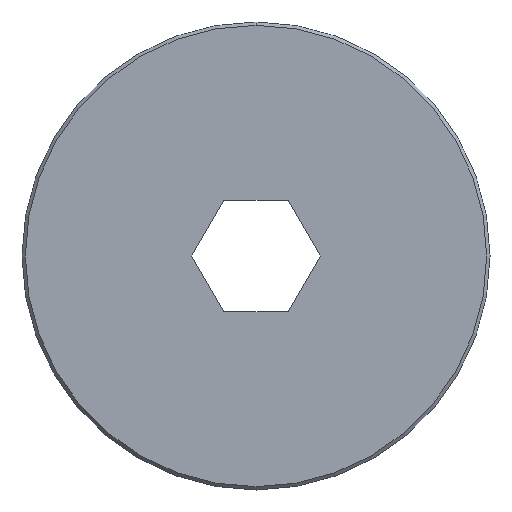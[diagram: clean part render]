
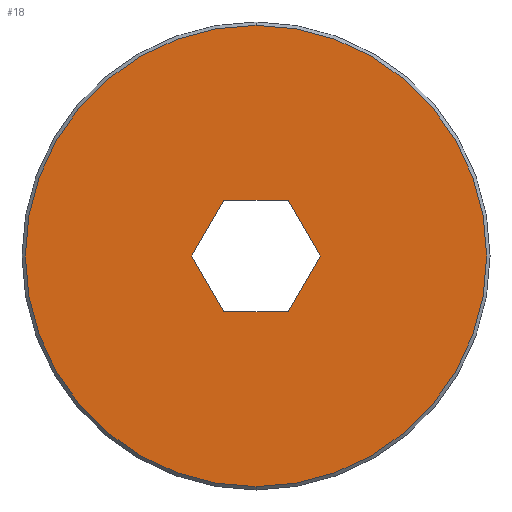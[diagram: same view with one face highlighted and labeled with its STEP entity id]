
A CAD part, front view. The second image highlights one B-rep face of the part: STEP entity #18.
In plain terms, the highlighted planar face has unit normal (0, -1, 0).
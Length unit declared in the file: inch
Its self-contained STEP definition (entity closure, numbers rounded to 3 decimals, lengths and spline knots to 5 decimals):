
#5 = CARTESIAN_POINT ( 'NONE',  ( 0., -0.4, 0. ) ) ;
#9 = CARTESIAN_POINT ( 'NONE',  ( 0., -0.4, -1.035 ) ) ;
#11 = VERTEX_POINT ( 'NONE', #106 ) ;
#13 = CIRCLE ( 'NONE', #272, 1.035 ) ;
#15 = VECTOR ( 'NONE', #388, 39.37008 ) ;
#18 = ADVANCED_FACE ( 'NONE', ( #411, #396 ), #348, .T. ) ;
#38 = DIRECTION ( 'NONE',  ( 1., 0., 0. ) ) ;
#42 = DIRECTION ( 'NONE',  ( 0., 0., -1. ) ) ;
#43 = EDGE_LOOP ( 'NONE', ( #415, #439, #195, #217, #365, #249 ) ) ;
#47 = LINE ( 'NONE', #458, #428 ) ;
#54 = ORIENTED_EDGE ( 'NONE', *, *, #187, .T. ) ;
#61 = VECTOR ( 'NONE', #203, 39.37008 ) ;
#68 = CARTESIAN_POINT ( 'NONE',  ( 1.05, -0.4, 0. ) ) ;
#89 = LINE ( 'NONE', #326, #61 ) ;
#103 = VERTEX_POINT ( 'NONE', #194 ) ;
#106 = CARTESIAN_POINT ( 'NONE',  ( 0., -0.4, 1.035 ) ) ;
#122 = EDGE_CURVE ( 'NONE', #295, #177, #519, .T. ) ;
#123 = CARTESIAN_POINT ( 'NONE',  ( -0.14434, -0.4, 0.25 ) ) ;
#130 = ORIENTED_EDGE ( 'NONE', *, *, #414, .T. ) ;
#132 = CARTESIAN_POINT ( 'NONE',  ( 0.14434, -0.4, 0.25 ) ) ;
#138 = CARTESIAN_POINT ( 'NONE',  ( 0.28868, -0.4, 0. ) ) ;
#159 = CARTESIAN_POINT ( 'NONE',  ( -0.14434, -0.4, -0.25 ) ) ;
#162 = EDGE_CURVE ( 'NONE', #103, #255, #517, .T. ) ;
#164 = DIRECTION ( 'NONE',  ( 0.5, 0., 0.866 ) ) ;
#166 = LINE ( 'NONE', #132, #227 ) ;
#177 = VERTEX_POINT ( 'NONE', #410 ) ;
#185 = EDGE_LOOP ( 'NONE', ( #54, #130 ) ) ;
#187 = EDGE_CURVE ( 'NONE', #11, #316, #13, .T. ) ;
#194 = CARTESIAN_POINT ( 'NONE',  ( 0.14434, -0.4, -0.25 ) ) ;
#195 = ORIENTED_EDGE ( 'NONE', *, *, #162, .T. ) ;
#203 = DIRECTION ( 'NONE',  ( -0.5, 0., 0.866 ) ) ;
#208 = VERTEX_POINT ( 'NONE', #324 ) ;
#217 = ORIENTED_EDGE ( 'NONE', *, *, #235, .T. ) ;
#218 = CARTESIAN_POINT ( 'NONE',  ( 0., -0.4, 0. ) ) ;
#227 = VECTOR ( 'NONE', #377, 39.37008 ) ;
#235 = EDGE_CURVE ( 'NONE', #255, #208, #89, .T. ) ;
#249 = ORIENTED_EDGE ( 'NONE', *, *, #122, .T. ) ;
#255 = VERTEX_POINT ( 'NONE', #159 ) ;
#256 = DIRECTION ( 'NONE',  ( 0., 0., -1. ) ) ;
#264 = CIRCLE ( 'NONE', #268, 1.035 ) ;
#268 = AXIS2_PLACEMENT_3D ( 'NONE', #218, #504, #256 ) ;
#272 = AXIS2_PLACEMENT_3D ( 'NONE', #5, #283, #42 ) ;
#282 = VERTEX_POINT ( 'NONE', #286 ) ;
#283 = DIRECTION ( 'NONE',  ( 0., -1., 0. ) ) ;
#286 = CARTESIAN_POINT ( 'NONE',  ( 0.28868, -0.4, 0. ) ) ;
#288 = AXIS2_PLACEMENT_3D ( 'NONE', #68, #478, #395 ) ;
#292 = VECTOR ( 'NONE', #323, 39.37008 ) ;
#294 = VECTOR ( 'NONE', #38, 39.37008 ) ;
#295 = VERTEX_POINT ( 'NONE', #123 ) ;
#316 = VERTEX_POINT ( 'NONE', #9 ) ;
#320 = LINE ( 'NONE', #138, #15 ) ;
#323 = DIRECTION ( 'NONE',  ( -1., 0., 0. ) ) ;
#324 = CARTESIAN_POINT ( 'NONE',  ( -0.28868, -0.4, 0. ) ) ;
#326 = CARTESIAN_POINT ( 'NONE',  ( -0.14434, -0.4, -0.25 ) ) ;
#348 = PLANE ( 'NONE',  #288 ) ;
#358 = EDGE_CURVE ( 'NONE', #208, #295, #47, .T. ) ;
#365 = ORIENTED_EDGE ( 'NONE', *, *, #358, .T. ) ;
#377 = DIRECTION ( 'NONE',  ( 0.5, 0., -0.866 ) ) ;
#388 = DIRECTION ( 'NONE',  ( -0.5, 0., -0.866 ) ) ;
#395 = DIRECTION ( 'NONE',  ( 0., 0., -1. ) ) ;
#396 = FACE_OUTER_BOUND ( 'NONE', #185, .T. ) ;
#410 = CARTESIAN_POINT ( 'NONE',  ( 0.14434, -0.4, 0.25 ) ) ;
#411 = FACE_BOUND ( 'NONE', #43, .T. ) ;
#414 = EDGE_CURVE ( 'NONE', #316, #11, #264, .T. ) ;
#415 = ORIENTED_EDGE ( 'NONE', *, *, #443, .T. ) ;
#428 = VECTOR ( 'NONE', #164, 39.37008 ) ;
#439 = ORIENTED_EDGE ( 'NONE', *, *, #508, .T. ) ;
#443 = EDGE_CURVE ( 'NONE', #177, #282, #166, .T. ) ;
#458 = CARTESIAN_POINT ( 'NONE',  ( -0.28868, -0.4, 0. ) ) ;
#478 = DIRECTION ( 'NONE',  ( 0., -1., 0. ) ) ;
#488 = CARTESIAN_POINT ( 'NONE',  ( 0.14434, -0.4, -0.25 ) ) ;
#504 = DIRECTION ( 'NONE',  ( 0., -1., 0. ) ) ;
#508 = EDGE_CURVE ( 'NONE', #282, #103, #320, .T. ) ;
#517 = LINE ( 'NONE', #488, #292 ) ;
#519 = LINE ( 'NONE', #531, #294 ) ;
#531 = CARTESIAN_POINT ( 'NONE',  ( -0.14434, -0.4, 0.25 ) ) ;
